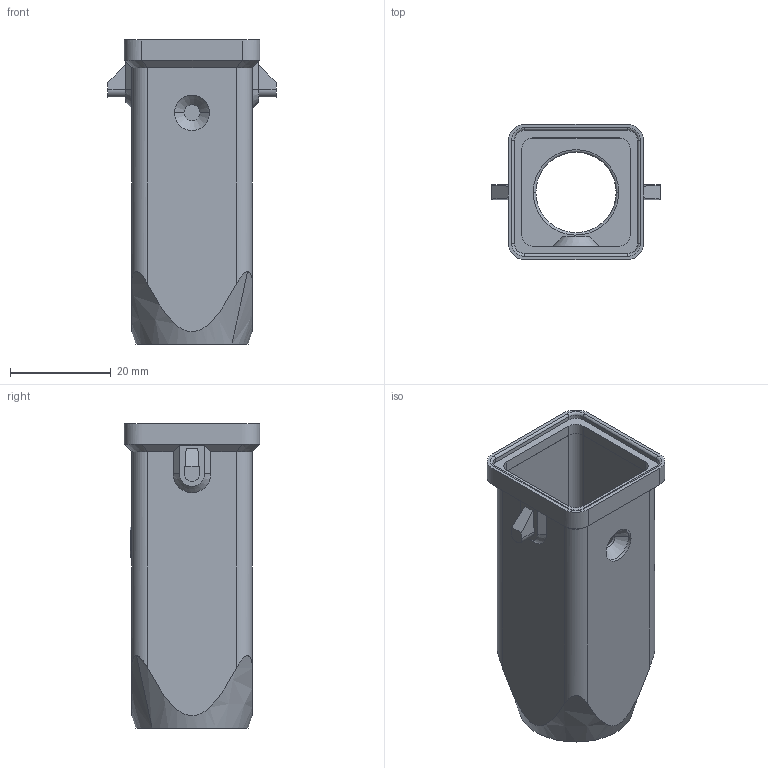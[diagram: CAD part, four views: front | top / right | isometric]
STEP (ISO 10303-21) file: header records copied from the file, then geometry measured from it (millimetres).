
FILE_DESCRIPTION(('Creo Elements/Direct Modeling STEP Export'),'2;1');
FILE_NAME('MKAG V20.stp','2013-11-21T13:16:05',(''),(''),'Creo Elements/Direct Modeling STEP processor for AP214 (Solid Model)','Creo Elements/Direct Modeling 18.0B 02-Dec-2011 (C) Parametric Technology GmbH','');
FILE_SCHEMA(('AUTOMOTIVE_DESIGN { 1 0 10303 214 1 1 1 1 }'));
Length unit declared in the file: millimetre
Products named in the file (2): MKAG_V20
Assembly tree (1 placements, depth 2):
  MKAG_V20
    MKAG_V20
Bounding box: 33.5 x 27 x 60.5 mm (x, y, z)
Volume: 8807 mm3; surface area: 11549.6 mm2
Topology: 1 solids, 1 shells, 163 faces, 429 edges, 281 vertices
Faces by surface type: plane 89, cylinder 55, cone 13, torus 6
Entity records: 8630 total; most frequent: CARTESIAN_POINT 3308, DIRECTION 858, ORIENTED_EDGE 858, EDGE_CURVE 429, AXIS2_PLACEMENT_3D 291, VERTEX_POINT 281, VECTOR 276, LINE 276
